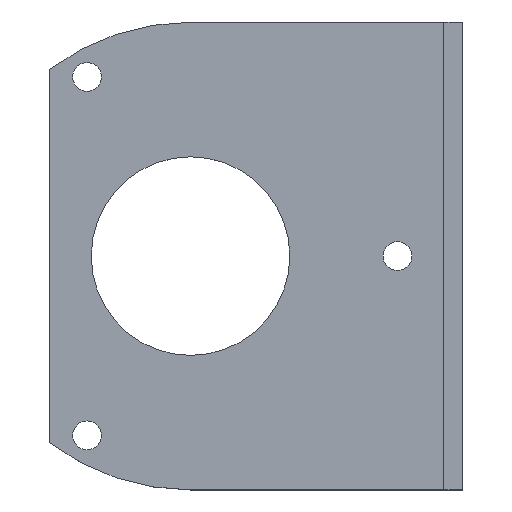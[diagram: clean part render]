
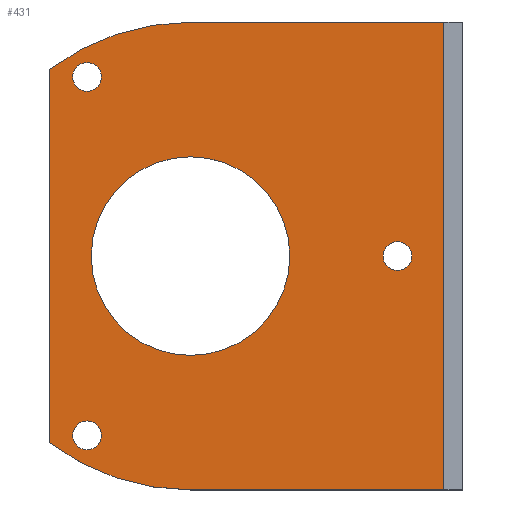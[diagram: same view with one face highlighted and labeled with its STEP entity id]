
A CAD part, top view. The second image highlights one B-rep face of the part: STEP entity #431.
In plain terms, the highlighted planar face has unit normal (0, 0, 1).
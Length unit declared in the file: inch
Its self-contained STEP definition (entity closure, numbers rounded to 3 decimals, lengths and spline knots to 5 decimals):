
#21=FACE_BOUND('',#108,.T.);
#22=FACE_BOUND('',#109,.T.);
#23=FACE_BOUND('',#110,.T.);
#24=FACE_BOUND('',#111,.T.);
#40=CIRCLE('',#458,0.69);
#42=CIRCLE('',#461,0.1);
#44=CIRCLE('',#464,0.1);
#46=CIRCLE('',#467,1.625);
#48=CIRCLE('',#471,1.625);
#50=CIRCLE('',#474,0.1);
#79=FACE_OUTER_BOUND('',#107,.T.);
#107=EDGE_LOOP('',(#363,#364,#365,#366,#367,#368));
#108=EDGE_LOOP('',(#369));
#109=EDGE_LOOP('',(#370));
#110=EDGE_LOOP('',(#371));
#111=EDGE_LOOP('',(#372));
#144=LINE('',#667,#180);
#151=LINE('',#701,#187);
#153=LINE('',#713,#189);
#154=LINE('',#714,#190);
#180=VECTOR('',#540,1.76);
#187=VECTOR('',#575,2.59247);
#189=VECTOR('',#591,1.76);
#190=VECTOR('',#592,3.25);
#215=VERTEX_POINT('',#664);
#216=VERTEX_POINT('',#666);
#219=VERTEX_POINT('',#676);
#221=VERTEX_POINT('',#681);
#223=VERTEX_POINT('',#686);
#226=VERTEX_POINT('',#692);
#227=VERTEX_POINT('',#694);
#229=VERTEX_POINT('',#700);
#231=VERTEX_POINT('',#709);
#232=VERTEX_POINT('',#712);
#264=EDGE_CURVE('',#215,#216,#144,.T.);
#269=EDGE_CURVE('',#219,#219,#40,.T.);
#271=EDGE_CURVE('',#221,#221,#42,.T.);
#273=EDGE_CURVE('',#223,#223,#44,.T.);
#276=EDGE_CURVE('',#227,#226,#46,.T.);
#279=EDGE_CURVE('',#229,#227,#151,.T.);
#282=EDGE_CURVE('',#215,#229,#48,.T.);
#284=EDGE_CURVE('',#231,#231,#50,.T.);
#285=EDGE_CURVE('',#232,#226,#153,.T.);
#286=EDGE_CURVE('',#232,#216,#154,.T.);
#363=ORIENTED_EDGE('',*,*,#282,.T.);
#364=ORIENTED_EDGE('',*,*,#279,.T.);
#365=ORIENTED_EDGE('',*,*,#276,.T.);
#366=ORIENTED_EDGE('',*,*,#285,.F.);
#367=ORIENTED_EDGE('',*,*,#286,.T.);
#368=ORIENTED_EDGE('',*,*,#264,.F.);
#369=ORIENTED_EDGE('',*,*,#284,.T.);
#370=ORIENTED_EDGE('',*,*,#273,.T.);
#371=ORIENTED_EDGE('',*,*,#271,.T.);
#372=ORIENTED_EDGE('',*,*,#269,.T.);
#409=PLANE('',#475);
#431=ADVANCED_FACE('',(#79,#21,#22,#23,#24),#409,.F.);
#458=AXIS2_PLACEMENT_3D('',#677,#550,#551);
#461=AXIS2_PLACEMENT_3D('',#682,#556,#557);
#464=AXIS2_PLACEMENT_3D('',#687,#562,#563);
#467=AXIS2_PLACEMENT_3D('',#695,#569,#570);
#471=AXIS2_PLACEMENT_3D('',#705,#581,#582);
#474=AXIS2_PLACEMENT_3D('',#710,#587,#588);
#475=AXIS2_PLACEMENT_3D('',#711,#589,#590);
#540=DIRECTION('',(1.,0.,0.));
#550=DIRECTION('center_axis',(0.,0.,-1.));
#551=DIRECTION('ref_axis',(-1.,0.,0.));
#556=DIRECTION('center_axis',(0.,0.,-1.));
#557=DIRECTION('ref_axis',(-1.,0.,0.));
#562=DIRECTION('center_axis',(0.,0.,-1.));
#563=DIRECTION('ref_axis',(-1.,0.,0.));
#569=DIRECTION('center_axis',(0.,0.,1.));
#570=DIRECTION('ref_axis',(0.603,0.798,0.));
#575=DIRECTION('',(0.,-1.,0.));
#581=DIRECTION('center_axis',(0.,0.,1.));
#582=DIRECTION('ref_axis',(0.603,0.798,0.));
#587=DIRECTION('center_axis',(0.,0.,-1.));
#588=DIRECTION('ref_axis',(-1.,0.,0.));
#589=DIRECTION('center_axis',(0.,0.,-1.));
#590=DIRECTION('ref_axis',(-1.,0.,0.));
#591=DIRECTION('',(-1.,0.,0.));
#592=DIRECTION('',(0.,1.,0.));
#664=CARTESIAN_POINT('',(-0.39,1.625,-0.87));
#666=CARTESIAN_POINT('',(1.37,1.625,-0.87));
#667=CARTESIAN_POINT('',(0.685,1.625,-0.87));
#676=CARTESIAN_POINT('',(0.3,0.,-0.87));
#677=CARTESIAN_POINT('Origin',(-0.39,0.,-0.87));
#681=CARTESIAN_POINT('',(-1.009,-1.24534,-0.87));
#682=CARTESIAN_POINT('Origin',(-1.109,-1.24534,-0.87));
#686=CARTESIAN_POINT('',(1.148,0.,-0.87));
#687=CARTESIAN_POINT('Origin',(1.048,0.,-0.87));
#692=CARTESIAN_POINT('',(-0.39,-1.625,-0.87));
#694=CARTESIAN_POINT('',(-1.37,-1.29623,-0.87));
#695=CARTESIAN_POINT('Origin',(-0.39,0.,-0.87));
#700=CARTESIAN_POINT('',(-1.37,1.29623,-0.87));
#701=CARTESIAN_POINT('',(-1.37,0.64812,-0.87));
#705=CARTESIAN_POINT('Origin',(-0.39,0.,-0.87));
#709=CARTESIAN_POINT('',(-1.009,1.24534,-0.87));
#710=CARTESIAN_POINT('Origin',(-1.109,1.24534,-0.87));
#711=CARTESIAN_POINT('Origin',(1.37,0.,-0.87));
#712=CARTESIAN_POINT('',(1.37,-1.625,-0.87));
#713=CARTESIAN_POINT('',(-0.61934,-1.625,-0.87));
#714=CARTESIAN_POINT('',(1.37,0.,-0.87));
